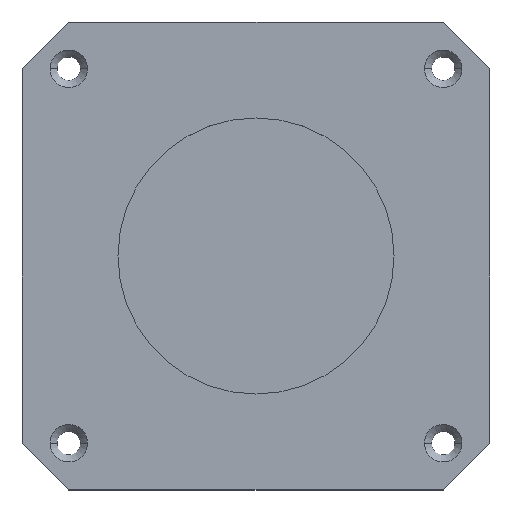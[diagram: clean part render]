
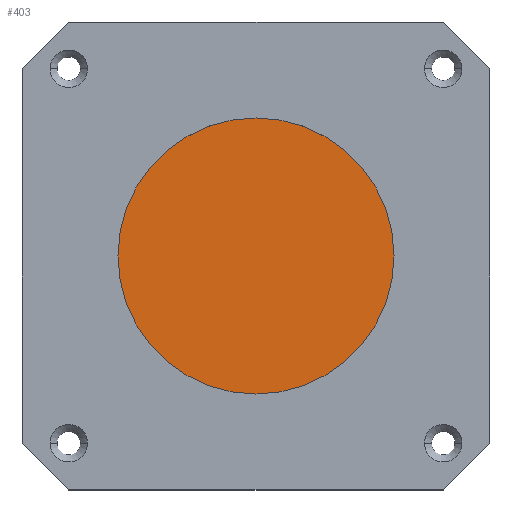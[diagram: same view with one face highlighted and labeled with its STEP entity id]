
A CAD part, top view. The second image highlights one B-rep face of the part: STEP entity #403.
In plain terms, the highlighted planar face has unit normal (0, 0, 1).
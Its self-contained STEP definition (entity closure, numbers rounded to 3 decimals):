
#30 = ORIENTED_EDGE ( 'NONE', *, *, #511, .T. ) ;
#40 = PLANE ( 'NONE',  #298 ) ;
#64 = FACE_OUTER_BOUND ( 'NONE', #474, .T. ) ;
#162 = AXIS2_PLACEMENT_3D ( 'NONE', #601, #235, #732 ) ;
#235 = DIRECTION ( 'NONE',  ( 0., 0., 1. ) ) ;
#236 = DIRECTION ( 'NONE',  ( 0., 0., 1. ) ) ;
#298 = AXIS2_PLACEMENT_3D ( 'NONE', #305, #461, #302 ) ;
#302 = DIRECTION ( 'NONE',  ( 1., 0., 0. ) ) ;
#305 = CARTESIAN_POINT ( 'NONE',  ( 0., 0., 1. ) ) ;
#340 = VERTEX_POINT ( 'NONE', #660 ) ;
#403 = ADVANCED_FACE ( 'NONE', ( #64 ), #40, .T. ) ;
#410 = EDGE_CURVE ( 'NONE', #885, #340, #810, .T. ) ;
#447 = CARTESIAN_POINT ( 'NONE',  ( 29.5, 0., 1. ) ) ;
#461 = DIRECTION ( 'NONE',  ( 0., 0., 1. ) ) ;
#474 = EDGE_LOOP ( 'NONE', ( #866, #30 ) ) ;
#511 = EDGE_CURVE ( 'NONE', #340, #885, #761, .T. ) ;
#601 = CARTESIAN_POINT ( 'NONE',  ( 0., 0., 1. ) ) ;
#605 = DIRECTION ( 'NONE',  ( 1., 0., 0. ) ) ;
#660 = CARTESIAN_POINT ( 'NONE',  ( -29.5, 0., 1. ) ) ;
#732 = DIRECTION ( 'NONE',  ( 1., 0., 0. ) ) ;
#761 = CIRCLE ( 'NONE', #162, 29.5 ) ;
#790 = AXIS2_PLACEMENT_3D ( 'NONE', #798, #236, #605 ) ;
#798 = CARTESIAN_POINT ( 'NONE',  ( 0., 0., 1. ) ) ;
#810 = CIRCLE ( 'NONE', #790, 29.5 ) ;
#866 = ORIENTED_EDGE ( 'NONE', *, *, #410, .T. ) ;
#885 = VERTEX_POINT ( 'NONE', #447 ) ;
